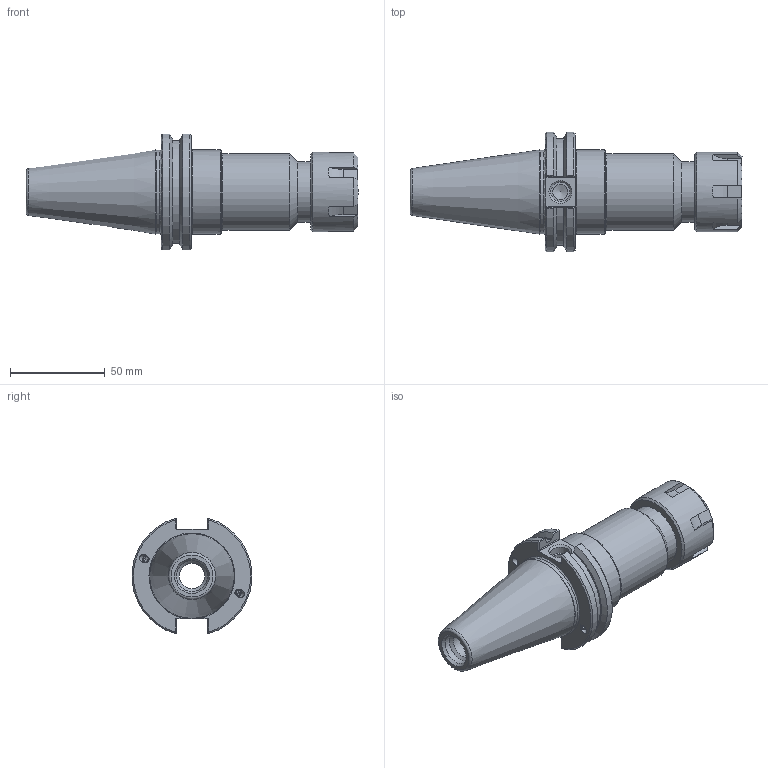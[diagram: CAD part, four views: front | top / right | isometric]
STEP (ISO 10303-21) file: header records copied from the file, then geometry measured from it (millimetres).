
FILE_DESCRIPTION(/* description */ ('ER COLLET CHUCK'),/* implementation_level */ '2;1');
FILE_NAME(/* name */ 'C40BC-25ERC422.stp',/* time_stamp */ '2017-02-14T08:42:03-05:00',/* author */ ('davhar'),/* organization */ (''),/* preprocessor_version */ 'ST-DEVELOPER v16.1',/* originating_system */ 'Autodesk Inventor 2016',/* authorisation */ '10.1 in^3');
FILE_SCHEMA (('AUTOMOTIVE_DESIGN { 1 0 10303 214 3 1 1 }'));
Length unit declared in the file: inch
Products named in the file (5): C40BCB-25ER4-1; 029-965; C40BCB-25ER4-1_1; 25ERCN; C40BC-25ERC422
Assembly tree (7 placements, depth 3):
  C40BC-25ERC422
    C40BCB-25ER4-1_1
      C40BCB-25ER4-1
      029-965  x4
    25ERCN
Bounding box: 175.45 x 63.26 x 61.05 mm (x, y, z)
Volume: 183349.8 mm3; surface area: 41535.5 mm2
Topology: 6 solids, 6 shells, 225 faces, 552 edges, 359 vertices
Faces by surface type: plane 105, cylinder 64, cone 41, torus 11, sphere 4
Full cylindrical faces by diameter (mm): 3.3 x4, 4 x8, 4.1 x4, 4.2 x4, 8.001 x1, 10.135 x1, 13.386 x1, 15.748 x1, 16.459 x1, 18.034 x1, 20.18 x1, 26.86 x1, 30.5 x1, 32 x1, 32.88 x1, 40.513 x1, 42 x1, 43.942 x1, 44.45 x1
Entity records: 5452 total; most frequent: CARTESIAN_POINT 1221, DIRECTION 842, ORIENTED_EDGE 784, EDGE_CURVE 392, AXIS2_PLACEMENT_3D 337, VERTEX_POINT 282, EDGE_LOOP 250, FACE_OUTER_BOUND 177
